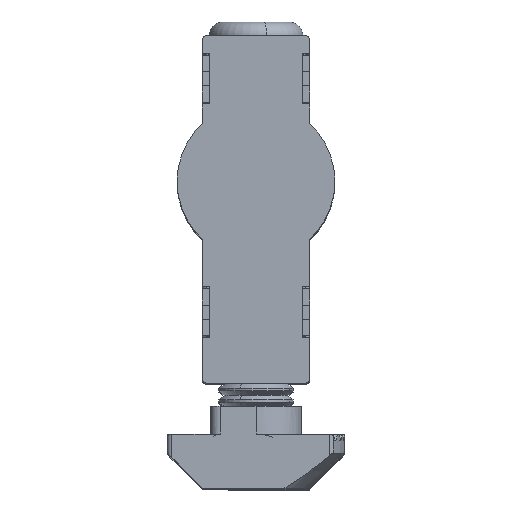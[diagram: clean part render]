
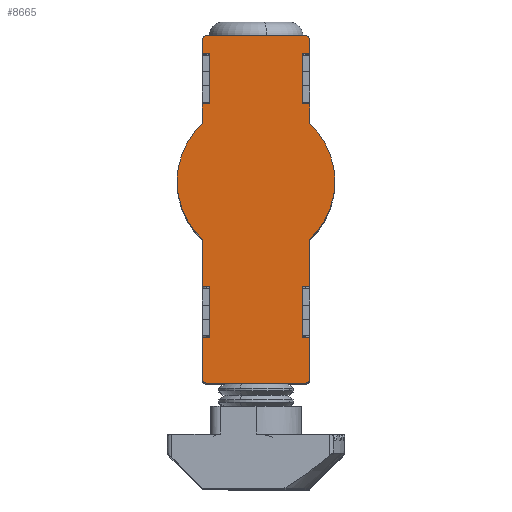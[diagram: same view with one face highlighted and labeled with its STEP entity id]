
A CAD part, top view. The second image highlights one B-rep face of the part: STEP entity #8665.
In plain terms, the highlighted planar face has unit normal (0, 0, 1).
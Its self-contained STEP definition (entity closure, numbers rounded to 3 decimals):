
#231=PLANE('',#9429);
#808=FACE_OUTER_BOUND('',#1343,.T.);
#1343=EDGE_LOOP('',(#6549,#6550,#6551,#6552,#6553,#6554,#6555,#6556,#6557,
#6558,#6559,#6560,#6561,#6562,#6563,#6564,#6565,#6566,#6567,#6568,#6569,
#6570,#6571,#6572,#6573,#6574,#6575,#6576));
#1810=LINE('',#15263,#2484);
#1824=LINE('',#15292,#2498);
#1840=LINE('',#15325,#2514);
#1856=LINE('',#15358,#2530);
#1931=LINE('',#15564,#2605);
#1934=LINE('',#15570,#2608);
#1937=LINE('',#15578,#2611);
#1939=LINE('',#15583,#2613);
#1943=LINE('',#15591,#2617);
#1945=LINE('',#15597,#2619);
#1948=LINE('',#15603,#2622);
#1952=LINE('',#15615,#2626);
#1953=LINE('',#15618,#2627);
#1955=LINE('',#15624,#2629);
#1958=LINE('',#15630,#2632);
#1959=LINE('',#15634,#2633);
#1963=LINE('',#15643,#2637);
#1967=LINE('',#15651,#2641);
#1969=LINE('',#15657,#2643);
#1972=LINE('',#15663,#2646);
#1976=LINE('',#15675,#2650);
#1977=LINE('',#15678,#2651);
#2484=VECTOR('',#10776,1000.);
#2498=VECTOR('',#10796,1000.);
#2514=VECTOR('',#10818,1000.);
#2530=VECTOR('',#10840,1000.);
#2605=VECTOR('',#10933,1000.);
#2608=VECTOR('',#10938,1000.);
#2611=VECTOR('',#10943,1000.);
#2613=VECTOR('',#10947,1000.);
#2617=VECTOR('',#10955,1000.);
#2619=VECTOR('',#10961,1000.);
#2622=VECTOR('',#10966,1000.);
#2626=VECTOR('',#10978,1000.);
#2627=VECTOR('',#10983,1000.);
#2629=VECTOR('',#10989,1000.);
#2632=VECTOR('',#10994,1000.);
#2633=VECTOR('',#10997,1000.);
#2637=VECTOR('',#11003,1000.);
#2641=VECTOR('',#11011,1000.);
#2643=VECTOR('',#11017,1000.);
#2646=VECTOR('',#11022,1000.);
#2650=VECTOR('',#11034,1000.);
#2651=VECTOR('',#11039,1000.);
#3208=CIRCLE('',#9409,8.45);
#3214=CIRCLE('',#9425,8.45);
#3216=CIRCLE('',#9430,0.5);
#3217=CIRCLE('',#9431,0.5);
#3218=CIRCLE('',#9432,0.5);
#3219=CIRCLE('',#9433,0.5);
#3745=VERTEX_POINT('',#15260);
#3746=VERTEX_POINT('',#15262);
#3757=VERTEX_POINT('',#15289);
#3758=VERTEX_POINT('',#15291);
#3771=VERTEX_POINT('',#15322);
#3772=VERTEX_POINT('',#15324);
#3785=VERTEX_POINT('',#15355);
#3786=VERTEX_POINT('',#15357);
#3860=VERTEX_POINT('',#15562);
#3862=VERTEX_POINT('',#15568);
#3865=VERTEX_POINT('',#15575);
#3866=VERTEX_POINT('',#15577);
#3867=VERTEX_POINT('',#15581);
#3868=VERTEX_POINT('',#15582);
#3872=VERTEX_POINT('',#15595);
#3874=VERTEX_POINT('',#15601);
#3876=VERTEX_POINT('',#15607);
#3878=VERTEX_POINT('',#15613);
#3880=VERTEX_POINT('',#15622);
#3882=VERTEX_POINT('',#15628);
#3883=VERTEX_POINT('',#15632);
#3884=VERTEX_POINT('',#15633);
#3887=VERTEX_POINT('',#15641);
#3888=VERTEX_POINT('',#15642);
#3892=VERTEX_POINT('',#15655);
#3894=VERTEX_POINT('',#15661);
#3896=VERTEX_POINT('',#15667);
#3898=VERTEX_POINT('',#15673);
#4689=EDGE_CURVE('',#3746,#3745,#1810,.T.);
#4703=EDGE_CURVE('',#3758,#3757,#1824,.T.);
#4719=EDGE_CURVE('',#3772,#3771,#1840,.T.);
#4735=EDGE_CURVE('',#3786,#3785,#1856,.T.);
#4825=EDGE_CURVE('',#3785,#3860,#1931,.T.);
#4828=EDGE_CURVE('',#3860,#3862,#1934,.T.);
#4831=EDGE_CURVE('',#3866,#3865,#1937,.T.);
#4833=EDGE_CURVE('',#3867,#3868,#1939,.T.);
#4838=EDGE_CURVE('',#3868,#3772,#1943,.T.);
#4841=EDGE_CURVE('',#3771,#3872,#1945,.T.);
#4844=EDGE_CURVE('',#3872,#3874,#1948,.T.);
#4847=EDGE_CURVE('',#3874,#3876,#3208,.T.);
#4850=EDGE_CURVE('',#3876,#3878,#1952,.T.);
#4852=EDGE_CURVE('',#3878,#3758,#1953,.T.);
#4855=EDGE_CURVE('',#3757,#3880,#1955,.T.);
#4858=EDGE_CURVE('',#3880,#3882,#1958,.T.);
#4859=EDGE_CURVE('',#3883,#3884,#1959,.T.);
#4863=EDGE_CURVE('',#3887,#3888,#1963,.T.);
#4868=EDGE_CURVE('',#3888,#3746,#1967,.T.);
#4871=EDGE_CURVE('',#3745,#3892,#1969,.T.);
#4874=EDGE_CURVE('',#3892,#3894,#1972,.T.);
#4877=EDGE_CURVE('',#3894,#3896,#3214,.T.);
#4880=EDGE_CURVE('',#3896,#3898,#1976,.T.);
#4882=EDGE_CURVE('',#3898,#3786,#1977,.T.);
#4883=EDGE_CURVE('',#3882,#3883,#3216,.T.);
#4884=EDGE_CURVE('',#3884,#3887,#3217,.T.);
#4885=EDGE_CURVE('',#3862,#3866,#3218,.T.);
#4886=EDGE_CURVE('',#3865,#3867,#3219,.T.);
#6549=ORIENTED_EDGE('',*,*,#4858,.T.);
#6550=ORIENTED_EDGE('',*,*,#4883,.T.);
#6551=ORIENTED_EDGE('',*,*,#4859,.T.);
#6552=ORIENTED_EDGE('',*,*,#4884,.T.);
#6553=ORIENTED_EDGE('',*,*,#4863,.T.);
#6554=ORIENTED_EDGE('',*,*,#4868,.T.);
#6555=ORIENTED_EDGE('',*,*,#4689,.T.);
#6556=ORIENTED_EDGE('',*,*,#4871,.T.);
#6557=ORIENTED_EDGE('',*,*,#4874,.T.);
#6558=ORIENTED_EDGE('',*,*,#4877,.T.);
#6559=ORIENTED_EDGE('',*,*,#4880,.T.);
#6560=ORIENTED_EDGE('',*,*,#4882,.T.);
#6561=ORIENTED_EDGE('',*,*,#4735,.T.);
#6562=ORIENTED_EDGE('',*,*,#4825,.T.);
#6563=ORIENTED_EDGE('',*,*,#4828,.T.);
#6564=ORIENTED_EDGE('',*,*,#4885,.T.);
#6565=ORIENTED_EDGE('',*,*,#4831,.T.);
#6566=ORIENTED_EDGE('',*,*,#4886,.T.);
#6567=ORIENTED_EDGE('',*,*,#4833,.T.);
#6568=ORIENTED_EDGE('',*,*,#4838,.T.);
#6569=ORIENTED_EDGE('',*,*,#4719,.T.);
#6570=ORIENTED_EDGE('',*,*,#4841,.T.);
#6571=ORIENTED_EDGE('',*,*,#4844,.T.);
#6572=ORIENTED_EDGE('',*,*,#4847,.T.);
#6573=ORIENTED_EDGE('',*,*,#4850,.T.);
#6574=ORIENTED_EDGE('',*,*,#4852,.T.);
#6575=ORIENTED_EDGE('',*,*,#4703,.T.);
#6576=ORIENTED_EDGE('',*,*,#4855,.T.);
#8665=ADVANCED_FACE('',(#808),#231,.T.);
#9409=AXIS2_PLACEMENT_3D('',#15609,#10972,#10973);
#9425=AXIS2_PLACEMENT_3D('',#15669,#11028,#11029);
#9429=AXIS2_PLACEMENT_3D('',#15679,#11040,#11041);
#9430=AXIS2_PLACEMENT_3D('',#15680,#11042,#11043);
#9431=AXIS2_PLACEMENT_3D('',#15681,#11044,#11045);
#9432=AXIS2_PLACEMENT_3D('',#15682,#11046,#11047);
#9433=AXIS2_PLACEMENT_3D('',#15683,#11048,#11049);
#10776=DIRECTION('',(0.,-1.,0.));
#10796=DIRECTION('',(0.,1.,0.));
#10818=DIRECTION('',(0.,1.,0.));
#10840=DIRECTION('',(0.,-1.,0.));
#10933=DIRECTION('',(-1.,0.,0.));
#10938=DIRECTION('',(0.,-1.,0.));
#10943=DIRECTION('',(1.,0.,0.));
#10947=DIRECTION('',(0.,1.,0.));
#10955=DIRECTION('',(-1.,0.,0.));
#10961=DIRECTION('',(1.,0.,0.));
#10966=DIRECTION('',(0.,1.,0.));
#10972=DIRECTION('center_axis',(0.,0.,1.));
#10973=DIRECTION('ref_axis',(0.,1.,0.));
#10978=DIRECTION('',(0.,1.,0.));
#10983=DIRECTION('',(-1.,0.,0.));
#10989=DIRECTION('',(1.,0.,0.));
#10994=DIRECTION('',(0.,1.,0.));
#10997=DIRECTION('',(-1.,0.,0.));
#11003=DIRECTION('',(0.,-1.,0.));
#11011=DIRECTION('',(1.,0.,0.));
#11017=DIRECTION('',(-1.,0.,0.));
#11022=DIRECTION('',(0.,-1.,0.));
#11028=DIRECTION('center_axis',(0.,0.,1.));
#11029=DIRECTION('ref_axis',(0.,1.,0.));
#11034=DIRECTION('',(0.,-1.,0.));
#11039=DIRECTION('',(1.,0.,0.));
#11040=DIRECTION('center_axis',(0.,0.,1.));
#11041=DIRECTION('ref_axis',(0.,1.,0.));
#11042=DIRECTION('center_axis',(0.,0.,1.));
#11043=DIRECTION('ref_axis',(0.,1.,0.));
#11044=DIRECTION('center_axis',(0.,0.,1.));
#11045=DIRECTION('ref_axis',(0.,1.,0.));
#11046=DIRECTION('center_axis',(0.,0.,1.));
#11047=DIRECTION('ref_axis',(0.,1.,0.));
#11048=DIRECTION('center_axis',(0.,0.,1.));
#11049=DIRECTION('ref_axis',(0.,1.,0.));
#15260=CARTESIAN_POINT('',(-7.94,12.604,43.554));
#15262=CARTESIAN_POINT('',(-7.94,18.004,43.554));
#15263=CARTESIAN_POINT('',(-7.94,12.604,43.554));
#15289=CARTESIAN_POINT('',(1.96,18.004,43.554));
#15291=CARTESIAN_POINT('',(1.96,12.604,43.554));
#15292=CARTESIAN_POINT('',(1.96,12.604,43.554));
#15322=CARTESIAN_POINT('',(1.96,-6.996,43.554));
#15324=CARTESIAN_POINT('',(1.96,-12.396,43.554));
#15325=CARTESIAN_POINT('',(1.96,-12.396,43.554));
#15355=CARTESIAN_POINT('',(-7.94,-12.396,43.554));
#15357=CARTESIAN_POINT('',(-7.94,-6.996,43.554));
#15358=CARTESIAN_POINT('',(-7.94,-12.396,43.554));
#15562=CARTESIAN_POINT('',(-8.74,-12.396,43.554));
#15564=CARTESIAN_POINT('',(-8.74,-12.396,43.554));
#15568=CARTESIAN_POINT('',(-8.74,-16.796,43.554));
#15570=CARTESIAN_POINT('',(-8.74,-17.296,43.554));
#15575=CARTESIAN_POINT('',(2.26,-17.296,43.554));
#15577=CARTESIAN_POINT('',(-8.24,-17.296,43.554));
#15578=CARTESIAN_POINT('',(-8.74,-17.296,43.554));
#15581=CARTESIAN_POINT('',(2.76,-16.796,43.554));
#15582=CARTESIAN_POINT('',(2.76,-12.396,43.554));
#15583=CARTESIAN_POINT('',(2.76,-17.296,43.554));
#15591=CARTESIAN_POINT('',(1.96,-12.396,43.554));
#15595=CARTESIAN_POINT('',(2.76,-6.996,43.554));
#15597=CARTESIAN_POINT('',(1.96,-6.996,43.554));
#15601=CARTESIAN_POINT('',(2.76,-1.887,43.554));
#15603=CARTESIAN_POINT('',(2.76,-6.996,43.554));
#15607=CARTESIAN_POINT('',(2.76,10.496,43.554));
#15609=CARTESIAN_POINT('Origin',(-2.99,4.304,43.554));
#15613=CARTESIAN_POINT('',(2.76,12.604,43.554));
#15615=CARTESIAN_POINT('',(2.76,10.496,43.554));
#15618=CARTESIAN_POINT('',(1.96,12.604,43.554));
#15622=CARTESIAN_POINT('',(2.76,18.004,43.554));
#15624=CARTESIAN_POINT('',(1.96,18.004,43.554));
#15628=CARTESIAN_POINT('',(2.76,19.404,43.554));
#15630=CARTESIAN_POINT('',(2.76,18.004,43.554));
#15632=CARTESIAN_POINT('',(2.26,19.904,43.554));
#15633=CARTESIAN_POINT('',(-8.24,19.904,43.554));
#15634=CARTESIAN_POINT('',(-8.74,19.904,43.554));
#15641=CARTESIAN_POINT('',(-8.74,19.404,43.554));
#15642=CARTESIAN_POINT('',(-8.74,18.004,43.554));
#15643=CARTESIAN_POINT('',(-8.74,18.004,43.554));
#15651=CARTESIAN_POINT('',(-8.74,18.004,43.554));
#15655=CARTESIAN_POINT('',(-8.74,12.604,43.554));
#15657=CARTESIAN_POINT('',(-8.74,12.604,43.554));
#15661=CARTESIAN_POINT('',(-8.74,10.496,43.554));
#15663=CARTESIAN_POINT('',(-8.74,10.496,43.554));
#15667=CARTESIAN_POINT('',(-8.74,-1.887,43.554));
#15669=CARTESIAN_POINT('Origin',(-2.99,4.304,43.554));
#15673=CARTESIAN_POINT('',(-8.74,-6.996,43.554));
#15675=CARTESIAN_POINT('',(-8.74,-6.996,43.554));
#15678=CARTESIAN_POINT('',(-8.74,-6.996,43.554));
#15679=CARTESIAN_POINT('Origin',(-2.99,4.304,43.554));
#15680=CARTESIAN_POINT('Origin',(2.26,19.404,43.554));
#15681=CARTESIAN_POINT('Origin',(-8.24,19.404,43.554));
#15682=CARTESIAN_POINT('Origin',(-8.24,-16.796,43.554));
#15683=CARTESIAN_POINT('Origin',(2.26,-16.796,43.554));
